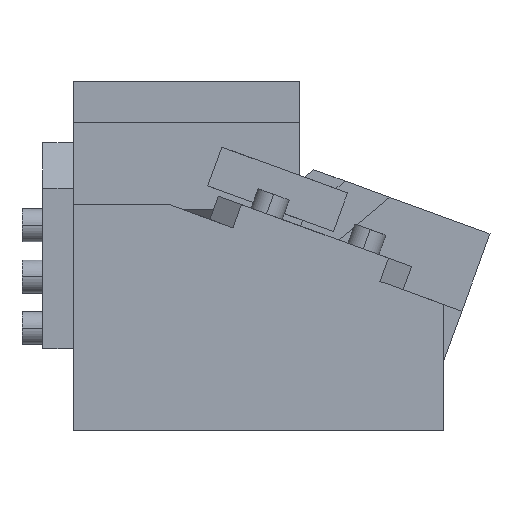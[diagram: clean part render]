
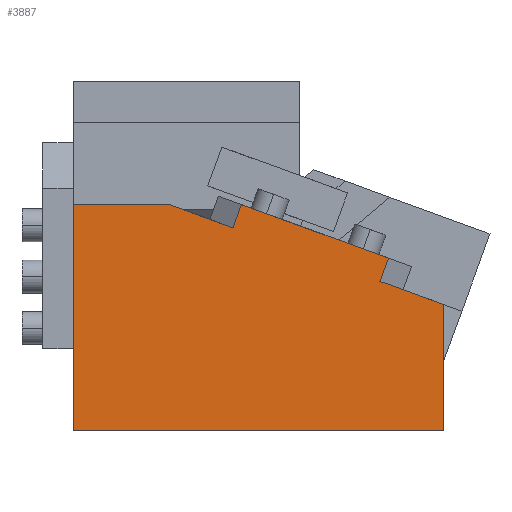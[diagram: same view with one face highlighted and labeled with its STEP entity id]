
A CAD part, front view. The second image highlights one B-rep face of the part: STEP entity #3887.
In plain terms, the highlighted planar face has unit normal (0, -1, 0).
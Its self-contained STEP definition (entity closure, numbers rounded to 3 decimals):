
#534=CARTESIAN_POINT('Vertex',(153.094,0.,83.974)) ;
#539=CARTESIAN_POINT('Line Origine',(151.042,0.,78.336)) ;
#543=CARTESIAN_POINT('Vertex',(148.99,0.,72.697)) ;
#1673=CARTESIAN_POINT('Vertex',(0.,0.,110.)) ;
#1676=CARTESIAN_POINT('Line Origine',(23.251,0.,110.)) ;
#1680=CARTESIAN_POINT('Vertex',(46.502,0.,110.)) ;
#1868=CARTESIAN_POINT('Vertex',(0.,0.,0.)) ;
#1871=CARTESIAN_POINT('Line Origine',(0.,0.,55.)) ;
#3417=CARTESIAN_POINT('Vertex',(77.574,0.,98.691)) ;
#3420=CARTESIAN_POINT('Line Origine',(62.038,0.,104.345)) ;
#3445=CARTESIAN_POINT('Line Origine',(79.626,0.,104.329)) ;
#3449=CARTESIAN_POINT('Vertex',(81.678,0.,109.967)) ;
#3469=CARTESIAN_POINT('Line Origine',(117.386,0.,96.97)) ;
#3746=CARTESIAN_POINT('Line Origine',(164.495,0.,67.054)) ;
#3750=CARTESIAN_POINT('Vertex',(180.,0.,61.411)) ;
#3775=CARTESIAN_POINT('Line Origine',(180.,0.,30.705)) ;
#3779=CARTESIAN_POINT('Vertex',(180.,0.,0.)) ;
#3866=CARTESIAN_POINT('Axis2P3D Location',(0.,0.,0.)) ;
#3871=CARTESIAN_POINT('Line Origine',(90.,0.,0.)) ;
#540=DIRECTION('Vector Direction',(-0.342,0.,-0.94)) ;
#1677=DIRECTION('Vector Direction',(1.,0.,0.)) ;
#1872=DIRECTION('Vector Direction',(0.,0.,-1.)) ;
#3421=DIRECTION('Vector Direction',(-0.94,0.,0.342)) ;
#3446=DIRECTION('Vector Direction',(0.342,0.,0.94)) ;
#3470=DIRECTION('Vector Direction',(0.94,0.,-0.342)) ;
#3747=DIRECTION('Vector Direction',(0.94,0.,-0.342)) ;
#3776=DIRECTION('Vector Direction',(0.,0.,1.)) ;
#3867=DIRECTION('Axis2P3D Direction',(0.,-1.,0.)) ;
#3868=DIRECTION('Axis2P3D XDirection',(1.,0.,0.)) ;
#3872=DIRECTION('Vector Direction',(-1.,0.,0.)) ;
#3869=AXIS2_PLACEMENT_3D('Plane Axis2P3D',#3866,#3867,#3868) ;
#3877=ORIENTED_EDGE('',*,*,#545,.F.) ;
#3878=ORIENTED_EDGE('',*,*,#3473,.F.) ;
#3879=ORIENTED_EDGE('',*,*,#3451,.F.) ;
#3880=ORIENTED_EDGE('',*,*,#3424,.T.) ;
#3881=ORIENTED_EDGE('',*,*,#1682,.F.) ;
#3882=ORIENTED_EDGE('',*,*,#1875,.T.) ;
#3883=ORIENTED_EDGE('',*,*,#3875,.F.) ;
#3884=ORIENTED_EDGE('',*,*,#3781,.T.) ;
#3885=ORIENTED_EDGE('',*,*,#3752,.F.) ;
#541=VECTOR('Line Direction',#540,1.) ;
#1678=VECTOR('Line Direction',#1677,1.) ;
#1873=VECTOR('Line Direction',#1872,1.) ;
#3422=VECTOR('Line Direction',#3421,1.) ;
#3447=VECTOR('Line Direction',#3446,1.) ;
#3471=VECTOR('Line Direction',#3470,1.) ;
#3748=VECTOR('Line Direction',#3747,1.) ;
#3777=VECTOR('Line Direction',#3776,1.) ;
#3873=VECTOR('Line Direction',#3872,1.) ;
#3887=ADVANCED_FACE('CAM HOLDER',(#3886),#3870,.T.) ;
#545=EDGE_CURVE('',#535,#544,#542,.T.) ;
#1682=EDGE_CURVE('',#1674,#1681,#1679,.T.) ;
#1875=EDGE_CURVE('',#1674,#1869,#1874,.T.) ;
#3424=EDGE_CURVE('',#3418,#1681,#3423,.T.) ;
#3451=EDGE_CURVE('',#3418,#3450,#3448,.T.) ;
#3473=EDGE_CURVE('',#3450,#535,#3472,.T.) ;
#3752=EDGE_CURVE('',#544,#3751,#3749,.T.) ;
#3781=EDGE_CURVE('',#3780,#3751,#3778,.T.) ;
#3875=EDGE_CURVE('',#3780,#1869,#3874,.T.) ;
#3876=EDGE_LOOP('',(#3877,#3878,#3879,#3880,#3881,#3882,#3883,#3884,#3885)) ;
#3886=FACE_OUTER_BOUND('',#3876,.T.) ;
#542=LINE('Line',#539,#541) ;
#1679=LINE('Line',#1676,#1678) ;
#1874=LINE('Line',#1871,#1873) ;
#3423=LINE('Line',#3420,#3422) ;
#3448=LINE('Line',#3445,#3447) ;
#3472=LINE('Line',#3469,#3471) ;
#3749=LINE('Line',#3746,#3748) ;
#3778=LINE('Line',#3775,#3777) ;
#3874=LINE('Line',#3871,#3873) ;
#3870=PLANE('Plane',#3869) ;
#535=VERTEX_POINT('',#534) ;
#544=VERTEX_POINT('',#543) ;
#1674=VERTEX_POINT('',#1673) ;
#1681=VERTEX_POINT('',#1680) ;
#1869=VERTEX_POINT('',#1868) ;
#3418=VERTEX_POINT('',#3417) ;
#3450=VERTEX_POINT('',#3449) ;
#3751=VERTEX_POINT('',#3750) ;
#3780=VERTEX_POINT('',#3779) ;
